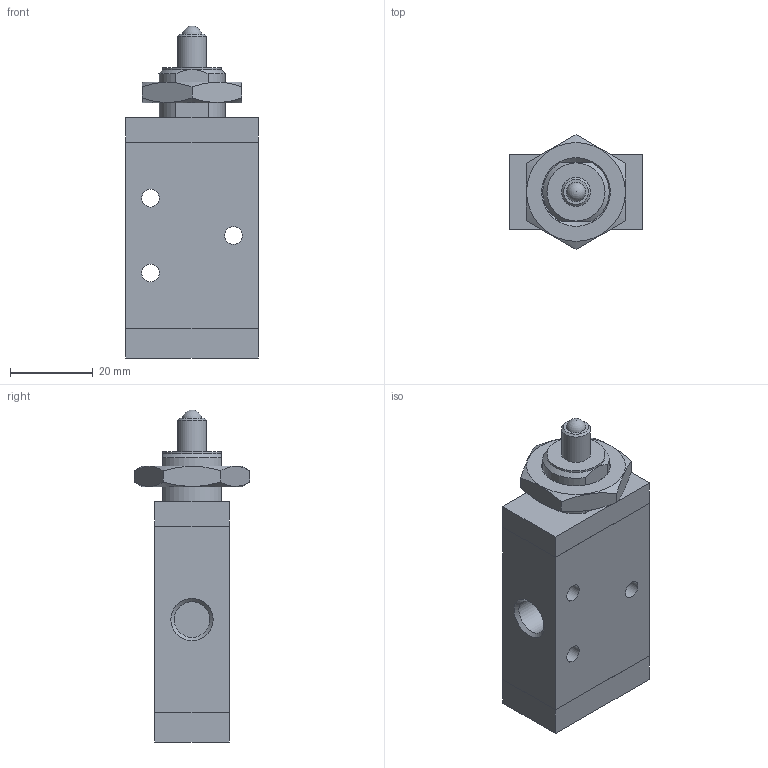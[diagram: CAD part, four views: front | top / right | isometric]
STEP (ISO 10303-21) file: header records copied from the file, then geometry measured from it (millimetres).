
FILE_DESCRIPTION((''),'2;1');
FILE_NAME('228_32_1_1.stp','2006-12-19T11:37:34',('rivolro1'),(''),'Autodesk Inventor 11','Autodesk Inventor 11','');
FILE_SCHEMA(('AUTOMOTIVE_DESIGN { 1 0 10303 214 1 1 1 1 }'));
Length unit declared in the file: millimetre
Products named in the file (3): 228_32_1_1; 228_32_1_1(A); 218-019
Assembly tree (2 placements, depth 2):
  228_32_1_1
    228_32_1_1(A)
    218-019
Bounding box: 32 x 27.71 x 80 mm (x, y, z)
Volume: 35334.3 mm3; surface area: 10176.7 mm2
Topology: 2 solids, 2 shells, 53 faces, 117 edges, 75 vertices
Faces by surface type: plane 28, bspline 12, cylinder 7, cone 5, sphere 1
Full cylindrical faces by diameter (mm): 4.25 x3, 7 x1, 14 x1
Entity records: 1534 total; most frequent: CARTESIAN_POINT 420, DIRECTION 204, ORIENTED_EDGE 192, EDGE_CURVE 96, EDGE_LOOP 86, AXIS2_PLACEMENT_3D 78, VERTEX_POINT 72, FACE_OUTER_BOUND 53
